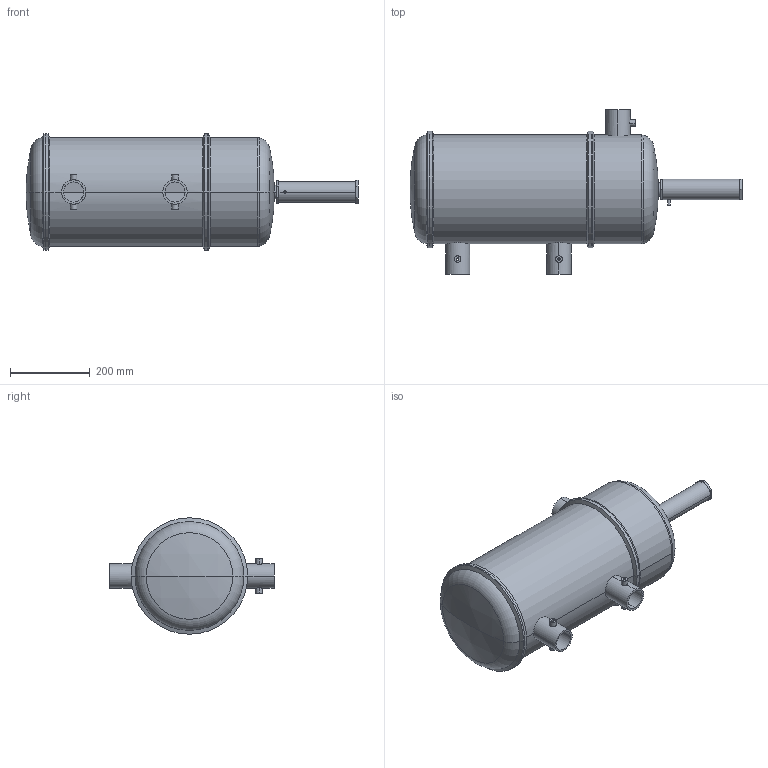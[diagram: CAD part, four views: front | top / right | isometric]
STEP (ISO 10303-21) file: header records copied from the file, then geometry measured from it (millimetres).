
FILE_DESCRIPTION (( 'STEP AP203' ), '1' );
FILE_NAME ('AXS2-180C.STEP', '2020-07-26T11:55:49', ( '' ), ( '' ), 'SwSTEP 2.0', 'SolidWorks 2017', '' );
FILE_SCHEMA (( 'CONFIG_CONTROL_DESIGN' ));
Length unit declared in the file: inch
Products named in the file (1): AXS2-180C
Bounding box: 832.46 x 412.75 x 292.1 mm (x, y, z)
Volume: 3702185.4 mm3; surface area: 1390147.3 mm2
Topology: 6 solids, 6 shells, 124 faces, 298 edges, 182 vertices
Faces by surface type: cylinder 58, plane 30, torus 16, cone 16, sphere 4
Entity records: 5243 total; most frequent: CARTESIAN_POINT 2245, DIRECTION 620, ORIENTED_EDGE 596, EDGE_CURVE 298, AXIS2_PLACEMENT_3D 249, VERTEX_POINT 182, EDGE_LOOP 146, ADVANCED_FACE 124
